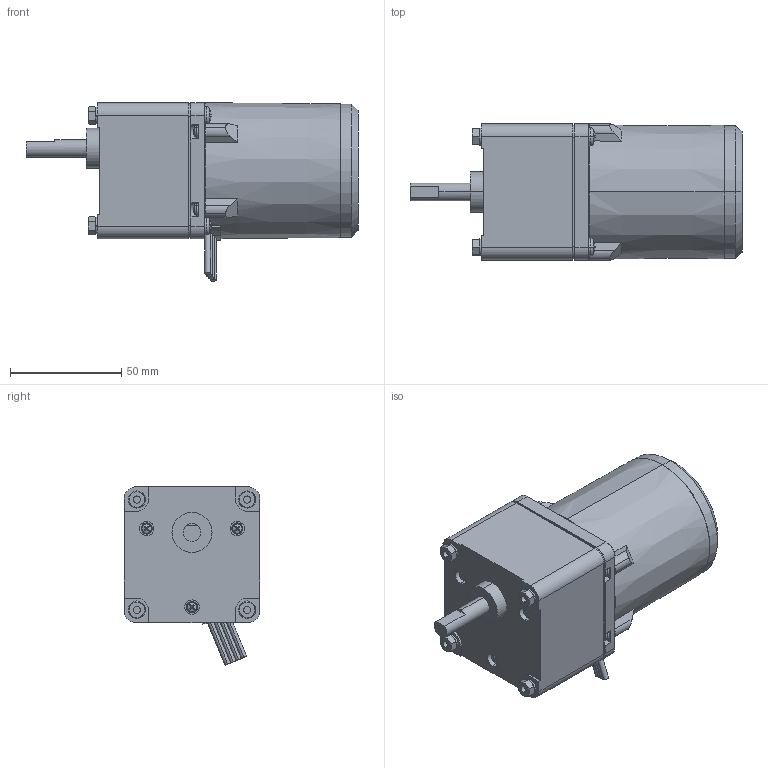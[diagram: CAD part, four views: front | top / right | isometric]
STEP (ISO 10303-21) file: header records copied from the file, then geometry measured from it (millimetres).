
FILE_DESCRIPTION(('starvars output'),'2;1');
FILE_NAME('6cp.stp','10:59:23 2014/09/12',( 'Thomas Industrial Network Germany GmbH'),( 'Thomas Industrial Network Germany GmbH'),'unknown preprocess','ACIS' ,'unknown authorization');
FILE_SCHEMA(('AUTOMOTIVE_DESIGN_CC2 {UNKNOWN IMPLEMENTATION LEVEL}'));
Length unit declared in the file: millimetre
Products named in the file (1): PRODUCT_ID_30
Bounding box: 149 x 61 x 80.09 mm (x, y, z)
Volume: 376416.7 mm3; surface area: 35811 mm2
Topology: 1 solids, 5 shells, 532 faces, 1296 edges, 802 vertices
Faces by surface type: plane 277, cylinder 121, cone 90, bspline 22, torus 22
Entity records: 18485 total; most frequent: CARTESIAN_POINT 3763, ORIENTED_EDGE 2592, DIRECTION 1638, EDGE_CURVE 1296, VERTEX_POINT 802, EDGE_LOOP 576, FACE_BOUND 576, VECTOR 550
